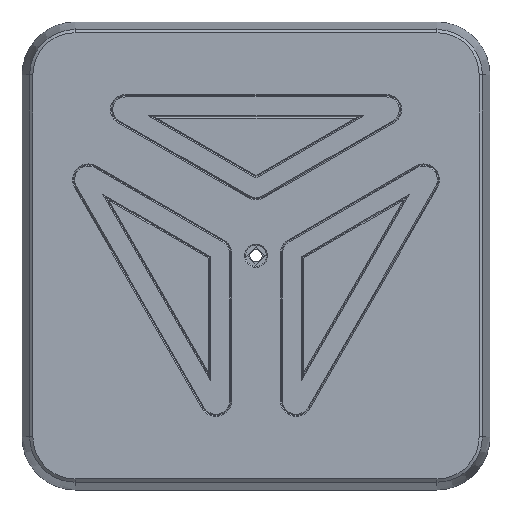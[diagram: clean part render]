
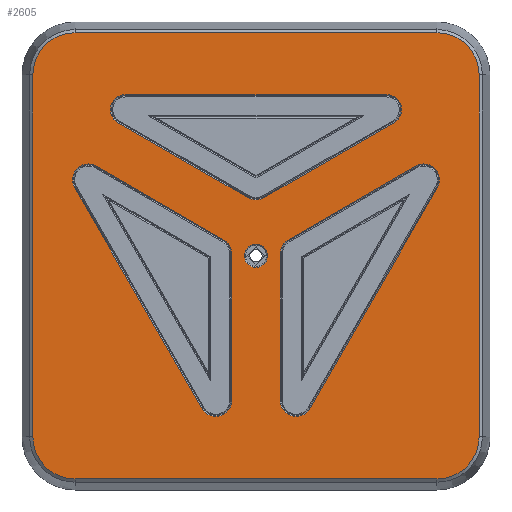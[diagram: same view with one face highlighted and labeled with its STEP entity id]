
A CAD part, top view. The second image highlights one B-rep face of the part: STEP entity #2605.
In plain terms, the highlighted planar face has unit normal (0, 0, 1).
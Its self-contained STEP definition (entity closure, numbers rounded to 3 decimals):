
#90=FACE_BOUND('',#299,.T.);
#91=FACE_BOUND('',#300,.T.);
#92=FACE_BOUND('',#301,.T.);
#93=FACE_BOUND('',#302,.T.);
#121=FACE_OUTER_BOUND('',#298,.T.);
#298=EDGE_LOOP('',(#1799,#1800,#1801,#1802,#1803,#1804,#1805,#1806));
#299=EDGE_LOOP('',(#1807,#1808,#1809,#1810,#1811,#1812));
#300=EDGE_LOOP('',(#1813,#1814,#1815,#1816,#1817,#1818,#1819));
#301=EDGE_LOOP('',(#1820,#1821,#1822,#1823,#1824,#1825));
#302=EDGE_LOOP('',(#1826));
#488=CIRCLE('',#2805,4.3);
#491=CIRCLE('',#2810,15.562);
#492=CIRCLE('',#2811,15.562);
#493=CIRCLE('',#2812,15.562);
#494=CIRCLE('',#2813,15.562);
#495=CIRCLE('',#2814,5.869);
#496=CIRCLE('',#2815,5.869);
#497=CIRCLE('',#2816,5.869);
#498=CIRCLE('',#2817,5.478);
#499=CIRCLE('',#2818,5.869);
#500=CIRCLE('',#2819,5.478);
#501=CIRCLE('',#2820,5.869);
#502=CIRCLE('',#2821,5.869);
#503=CIRCLE('',#2822,5.869);
#613=LINE('',#3995,#883);
#614=LINE('',#3999,#884);
#615=LINE('',#4003,#885);
#616=LINE('',#4007,#886);
#617=LINE('',#4013,#887);
#618=LINE('',#4017,#888);
#619=LINE('',#4020,#889);
#620=LINE('',#4023,#890);
#621=LINE('',#4027,#891);
#622=LINE('',#4031,#892);
#623=LINE('',#4034,#893);
#624=LINE('',#4037,#894);
#625=LINE('',#4041,#895);
#626=LINE('',#4045,#896);
#883=VECTOR('',#3153,10.);
#884=VECTOR('',#3156,10.);
#885=VECTOR('',#3159,10.);
#886=VECTOR('',#3162,10.);
#887=VECTOR('',#3167,10.);
#888=VECTOR('',#3170,10.);
#889=VECTOR('',#3173,10.);
#890=VECTOR('',#3174,10.);
#891=VECTOR('',#3177,10.);
#892=VECTOR('',#3180,10.);
#893=VECTOR('',#3183,10.);
#894=VECTOR('',#3184,10.);
#895=VECTOR('',#3187,10.);
#896=VECTOR('',#3190,10.);
#1151=VERTEX_POINT('',#3984);
#1153=VERTEX_POINT('',#3993);
#1154=VERTEX_POINT('',#3994);
#1155=VERTEX_POINT('',#3996);
#1156=VERTEX_POINT('',#3998);
#1157=VERTEX_POINT('',#4000);
#1158=VERTEX_POINT('',#4002);
#1159=VERTEX_POINT('',#4004);
#1160=VERTEX_POINT('',#4006);
#1161=VERTEX_POINT('',#4009);
#1162=VERTEX_POINT('',#4010);
#1163=VERTEX_POINT('',#4012);
#1164=VERTEX_POINT('',#4014);
#1165=VERTEX_POINT('',#4016);
#1166=VERTEX_POINT('',#4018);
#1167=VERTEX_POINT('',#4021);
#1168=VERTEX_POINT('',#4022);
#1169=VERTEX_POINT('',#4024);
#1170=VERTEX_POINT('',#4026);
#1171=VERTEX_POINT('',#4028);
#1172=VERTEX_POINT('',#4030);
#1173=VERTEX_POINT('',#4032);
#1174=VERTEX_POINT('',#4035);
#1175=VERTEX_POINT('',#4036);
#1176=VERTEX_POINT('',#4038);
#1177=VERTEX_POINT('',#4040);
#1178=VERTEX_POINT('',#4042);
#1179=VERTEX_POINT('',#4044);
#1384=EDGE_CURVE('',#1151,#1151,#488,.T.);
#1389=EDGE_CURVE('',#1153,#1154,#613,.T.);
#1390=EDGE_CURVE('',#1155,#1153,#491,.T.);
#1391=EDGE_CURVE('',#1156,#1155,#614,.T.);
#1392=EDGE_CURVE('',#1157,#1156,#492,.T.);
#1393=EDGE_CURVE('',#1158,#1157,#615,.T.);
#1394=EDGE_CURVE('',#1159,#1158,#493,.T.);
#1395=EDGE_CURVE('',#1160,#1159,#616,.T.);
#1396=EDGE_CURVE('',#1154,#1160,#494,.T.);
#1397=EDGE_CURVE('',#1161,#1162,#495,.T.);
#1398=EDGE_CURVE('',#1163,#1161,#617,.T.);
#1399=EDGE_CURVE('',#1164,#1163,#496,.T.);
#1400=EDGE_CURVE('',#1165,#1164,#618,.T.);
#1401=EDGE_CURVE('',#1166,#1165,#497,.T.);
#1402=EDGE_CURVE('',#1162,#1166,#619,.T.);
#1403=EDGE_CURVE('',#1167,#1168,#620,.T.);
#1404=EDGE_CURVE('',#1169,#1167,#498,.T.);
#1405=EDGE_CURVE('',#1170,#1169,#621,.T.);
#1406=EDGE_CURVE('',#1171,#1170,#499,.T.);
#1407=EDGE_CURVE('',#1172,#1171,#622,.T.);
#1408=EDGE_CURVE('',#1173,#1172,#500,.T.);
#1409=EDGE_CURVE('',#1168,#1173,#623,.T.);
#1410=EDGE_CURVE('',#1174,#1175,#624,.T.);
#1411=EDGE_CURVE('',#1176,#1174,#501,.T.);
#1412=EDGE_CURVE('',#1177,#1176,#625,.T.);
#1413=EDGE_CURVE('',#1178,#1177,#502,.T.);
#1414=EDGE_CURVE('',#1179,#1178,#626,.T.);
#1415=EDGE_CURVE('',#1175,#1179,#503,.T.);
#1799=ORIENTED_EDGE('',*,*,#1389,.F.);
#1800=ORIENTED_EDGE('',*,*,#1390,.F.);
#1801=ORIENTED_EDGE('',*,*,#1391,.F.);
#1802=ORIENTED_EDGE('',*,*,#1392,.F.);
#1803=ORIENTED_EDGE('',*,*,#1393,.F.);
#1804=ORIENTED_EDGE('',*,*,#1394,.F.);
#1805=ORIENTED_EDGE('',*,*,#1395,.F.);
#1806=ORIENTED_EDGE('',*,*,#1396,.F.);
#1807=ORIENTED_EDGE('',*,*,#1397,.F.);
#1808=ORIENTED_EDGE('',*,*,#1398,.F.);
#1809=ORIENTED_EDGE('',*,*,#1399,.F.);
#1810=ORIENTED_EDGE('',*,*,#1400,.F.);
#1811=ORIENTED_EDGE('',*,*,#1401,.F.);
#1812=ORIENTED_EDGE('',*,*,#1402,.F.);
#1813=ORIENTED_EDGE('',*,*,#1403,.F.);
#1814=ORIENTED_EDGE('',*,*,#1404,.F.);
#1815=ORIENTED_EDGE('',*,*,#1405,.F.);
#1816=ORIENTED_EDGE('',*,*,#1406,.F.);
#1817=ORIENTED_EDGE('',*,*,#1407,.F.);
#1818=ORIENTED_EDGE('',*,*,#1408,.F.);
#1819=ORIENTED_EDGE('',*,*,#1409,.F.);
#1820=ORIENTED_EDGE('',*,*,#1410,.F.);
#1821=ORIENTED_EDGE('',*,*,#1411,.F.);
#1822=ORIENTED_EDGE('',*,*,#1412,.F.);
#1823=ORIENTED_EDGE('',*,*,#1413,.F.);
#1824=ORIENTED_EDGE('',*,*,#1414,.F.);
#1825=ORIENTED_EDGE('',*,*,#1415,.F.);
#1826=ORIENTED_EDGE('',*,*,#1384,.F.);
#2501=PLANE('',#2809);
#2605=ADVANCED_FACE('',(#121,#90,#91,#92,#93),#2501,.T.);
#2805=AXIS2_PLACEMENT_3D('',#3985,#3141,#3142);
#2809=AXIS2_PLACEMENT_3D('',#3992,#3151,#3152);
#2810=AXIS2_PLACEMENT_3D('',#3997,#3154,#3155);
#2811=AXIS2_PLACEMENT_3D('',#4001,#3157,#3158);
#2812=AXIS2_PLACEMENT_3D('',#4005,#3160,#3161);
#2813=AXIS2_PLACEMENT_3D('',#4008,#3163,#3164);
#2814=AXIS2_PLACEMENT_3D('',#4011,#3165,#3166);
#2815=AXIS2_PLACEMENT_3D('',#4015,#3168,#3169);
#2816=AXIS2_PLACEMENT_3D('',#4019,#3171,#3172);
#2817=AXIS2_PLACEMENT_3D('',#4025,#3175,#3176);
#2818=AXIS2_PLACEMENT_3D('',#4029,#3178,#3179);
#2819=AXIS2_PLACEMENT_3D('',#4033,#3181,#3182);
#2820=AXIS2_PLACEMENT_3D('',#4039,#3185,#3186);
#2821=AXIS2_PLACEMENT_3D('',#4043,#3188,#3189);
#2822=AXIS2_PLACEMENT_3D('',#4046,#3191,#3192);
#3141=DIRECTION('center_axis',(0.,0.,1.));
#3142=DIRECTION('ref_axis',(1.,0.,0.));
#3151=DIRECTION('center_axis',(0.,0.,1.));
#3152=DIRECTION('ref_axis',(1.,0.,0.));
#3153=DIRECTION('',(-1.,0.,0.));
#3154=DIRECTION('center_axis',(0.,0.,-1.));
#3155=DIRECTION('ref_axis',(0.,-1.,0.));
#3156=DIRECTION('',(0.,-1.,0.));
#3157=DIRECTION('center_axis',(0.,0.,-1.));
#3158=DIRECTION('ref_axis',(1.,0.,0.));
#3159=DIRECTION('',(1.,0.,0.));
#3160=DIRECTION('center_axis',(0.,0.,-1.));
#3161=DIRECTION('ref_axis',(0.,1.,0.));
#3162=DIRECTION('',(0.,1.,0.));
#3163=DIRECTION('center_axis',(0.,0.,-1.));
#3164=DIRECTION('ref_axis',(-1.,0.,0.));
#3165=DIRECTION('center_axis',(0.,0.,1.));
#3166=DIRECTION('ref_axis',(1.,0.,0.));
#3167=DIRECTION('',(0.,1.,0.));
#3168=DIRECTION('center_axis',(0.,0.,1.));
#3169=DIRECTION('ref_axis',(-0.866,-0.5,0.));
#3170=DIRECTION('',(0.5,-0.866,0.));
#3171=DIRECTION('center_axis',(0.,0.,1.));
#3172=DIRECTION('ref_axis',(0.502,0.865,0.));
#3173=DIRECTION('',(-0.865,0.502,0.));
#3174=DIRECTION('',(-1.,0.,0.));
#3175=DIRECTION('center_axis',(0.,0.,1.));
#3176=DIRECTION('ref_axis',(0.501,-0.866,0.));
#3177=DIRECTION('',(0.866,0.501,0.));
#3178=DIRECTION('center_axis',(0.,0.,1.));
#3179=DIRECTION('ref_axis',(-0.501,-0.866,0.));
#3180=DIRECTION('',(0.866,-0.501,0.));
#3181=DIRECTION('center_axis',(0.,0.,1.));
#3182=DIRECTION('ref_axis',(0.,1.,0.));
#3183=DIRECTION('',(-1.,0.,0.));
#3184=DIRECTION('',(0.,-1.,0.));
#3185=DIRECTION('center_axis',(0.,0.,1.));
#3186=DIRECTION('ref_axis',(-0.502,0.865,0.));
#3187=DIRECTION('',(-0.865,-0.502,0.));
#3188=DIRECTION('center_axis',(0.,0.,1.));
#3189=DIRECTION('ref_axis',(0.866,-0.5,0.));
#3190=DIRECTION('',(0.5,0.866,0.));
#3191=DIRECTION('center_axis',(0.,0.,1.));
#3192=DIRECTION('ref_axis',(-1.,0.,0.));
#3984=CARTESIAN_POINT('',(-4.3,0.,64.));
#3985=CARTESIAN_POINT('Origin',(0.,0.,
64.));
#3992=CARTESIAN_POINT('Origin',(0.,0.,64.));
#3993=CARTESIAN_POINT('',(66.8,-82.362,64.));
#3994=CARTESIAN_POINT('',(-66.8,-82.362,64.));
#3995=CARTESIAN_POINT('',(-33.4,-82.362,64.));
#3996=CARTESIAN_POINT('',(82.362,-66.8,64.));
#3997=CARTESIAN_POINT('Origin',(66.8,-66.8,64.));
#3998=CARTESIAN_POINT('',(82.362,66.8,64.));
#3999=CARTESIAN_POINT('',(82.362,-33.4,64.));
#4000=CARTESIAN_POINT('',(66.8,82.362,64.));
#4001=CARTESIAN_POINT('Origin',(66.8,66.8,64.));
#4002=CARTESIAN_POINT('',(-66.8,82.362,64.));
#4003=CARTESIAN_POINT('',(33.4,82.362,64.));
#4004=CARTESIAN_POINT('',(-82.362,66.8,64.));
#4005=CARTESIAN_POINT('Origin',(-66.8,66.8,64.));
#4006=CARTESIAN_POINT('',(-82.362,-66.8,64.));
#4007=CARTESIAN_POINT('',(-82.362,33.4,64.));
#4008=CARTESIAN_POINT('Origin',(-66.8,-66.8,64.));
#4009=CARTESIAN_POINT('',(-8.968,0.778,64.));
#4010=CARTESIAN_POINT('',(-11.892,5.855,64.));
#4011=CARTESIAN_POINT('Origin',(-14.836,0.778,64.));
#4012=CARTESIAN_POINT('',(-8.968,-53.413,64.));
#4013=CARTESIAN_POINT('',(-8.968,0.389,64.));
#4014=CARTESIAN_POINT('',(-19.919,-56.348,64.));
#4015=CARTESIAN_POINT('Origin',(-14.836,-53.413,64.));
#4016=CARTESIAN_POINT('',(-66.96,25.129,64.));
#4017=CARTESIAN_POINT('',(-29.629,-39.53,64.));
#4018=CARTESIAN_POINT('',(-58.933,33.14,64.));
#4019=CARTESIAN_POINT('Origin',(-61.878,28.063,64.));
#4020=CARTESIAN_POINT('',(-29.693,16.18,64.));
#4021=CARTESIAN_POINT('',(48.271,59.477,64.));
#4022=CARTESIAN_POINT('',(0.,59.485,64.));
#4023=CARTESIAN_POINT('',(0.005,59.485,64.));
#4024=CARTESIAN_POINT('',(51.013,49.258,64.));
#4025=CARTESIAN_POINT('Origin',(48.27,53.999,64.));
#4026=CARTESIAN_POINT('',(2.939,21.439,64.));
#4027=CARTESIAN_POINT('',(21.228,32.022,64.));
#4028=CARTESIAN_POINT('',(-2.939,21.439,64.));
#4029=CARTESIAN_POINT('Origin',(0.,26.519,64.));
#4030=CARTESIAN_POINT('',(-51.013,49.258,64.));
#4031=CARTESIAN_POINT('',(2.809,18.113,64.));
#4032=CARTESIAN_POINT('',(-48.271,59.477,64.));
#4033=CARTESIAN_POINT('Origin',(-48.27,53.999,64.));
#4034=CARTESIAN_POINT('',(-24.14,59.481,64.));
#4035=CARTESIAN_POINT('',(8.968,0.778,64.));
#4036=CARTESIAN_POINT('',(8.968,-53.413,64.));
#4037=CARTESIAN_POINT('',(8.968,-26.707,64.));
#4038=CARTESIAN_POINT('',(11.892,5.855,64.));
#4039=CARTESIAN_POINT('Origin',(14.836,0.778,64.));
#4040=CARTESIAN_POINT('',(58.933,33.14,64.));
#4041=CARTESIAN_POINT('',(6.172,2.537,64.));
#4042=CARTESIAN_POINT('',(66.96,25.129,64.));
#4043=CARTESIAN_POINT('Origin',(61.878,28.063,64.));
#4044=CARTESIAN_POINT('',(19.919,-56.348,64.));
#4045=CARTESIAN_POINT('',(53.149,1.208,64.));
#4046=CARTESIAN_POINT('Origin',(14.836,-53.413,64.));
